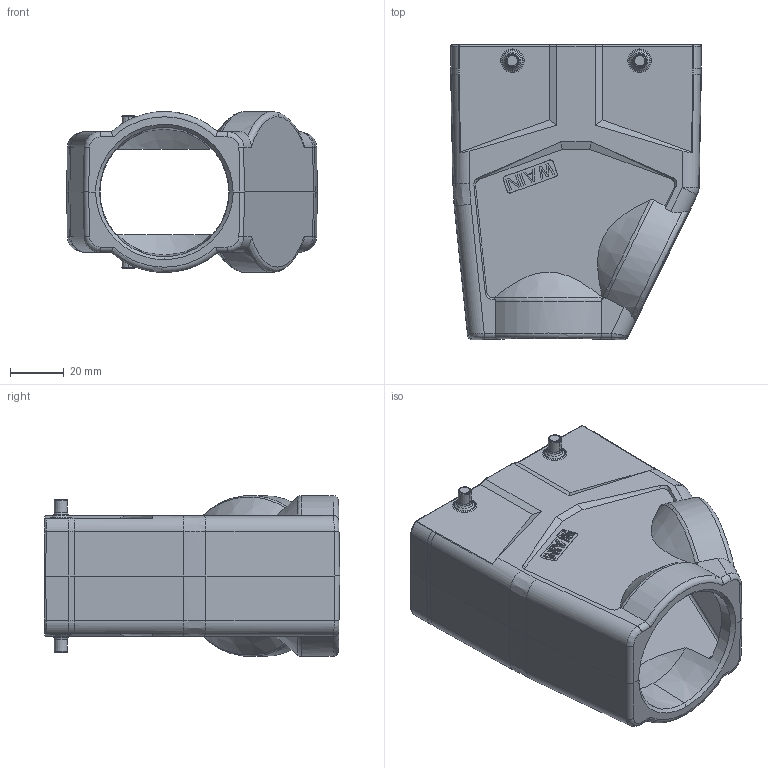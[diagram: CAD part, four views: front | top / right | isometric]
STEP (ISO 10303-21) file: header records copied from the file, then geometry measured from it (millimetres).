
FILE_DESCRIPTION((''),'2;1');
FILE_NAME('H16B-TEH-4B-M50-161207','2019-03-26T',('sy.ji'),(''),'PRO/ENGINEER BY PARAMETRIC TECHNOLOGY CORPORATION, 2014310','PRO/ENGINEER BY PARAMETRIC TECHNOLOGY CORPORATION, 2014310','');
FILE_SCHEMA(('CONFIG_CONTROL_DESIGN'));
Length unit declared in the file: millimetre
Products named in the file (1): H16B-TEH-4B-M50-161207
Bounding box: 93.5 x 110.2 x 60 mm (x, y, z)
Volume: 137460.4 mm3; surface area: 55856 mm2
Topology: 1 solids, 1 shells, 483 faces, 1213 edges, 747 vertices
Faces by surface type: plane 197, cylinder 96, bspline 62, torus 62, cone 54, sphere 10, revolution 2
Entity records: 17614 total; most frequent: CARTESIAN_POINT 6543, ORIENTED_EDGE 2410, DIRECTION 2122, EDGE_CURVE 1205, AXIS2_PLACEMENT_3D 749, VERTEX_POINT 747, VECTOR 622, LINE 622
